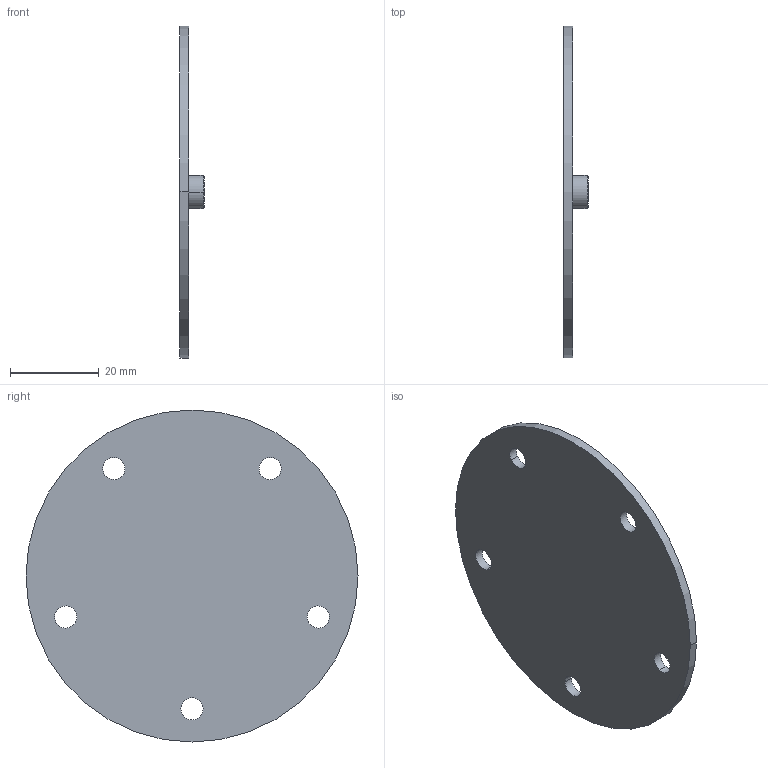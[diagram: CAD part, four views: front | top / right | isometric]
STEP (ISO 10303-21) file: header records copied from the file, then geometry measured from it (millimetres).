
FILE_DESCRIPTION(('CATIA V5 STEP Exchange'),'2;1');
FILE_NAME('Bride ext axe arriere cote disque.stp','2019-03-02T16:40:49+00:00',('none'),('none'),'CATIA Version 5 Release 19 GA (IN-10)','CATIA V5 STEP AP203','none');
FILE_SCHEMA(('CONFIG_CONTROL_DESIGN'));
Length unit declared in the file: millimetre
Products named in the file (1): Bride ext axe arriere cote disque
Bounding box: 5.5 x 75 x 75 mm (x, y, z)
Volume: 8792.5 mm3; surface area: 9346.4 mm2
Topology: 1 solids, 1 shells, 19 faces, 46 edges, 30 vertices
Faces by surface type: cylinder 14, plane 3, cone 2
Entity records: 571 total; most frequent: ORIENTED_EDGE 92, CARTESIAN_POINT 89, DIRECTION 70, EDGE_CURVE 46, AXIS2_PLACEMENT_3D 43, CIRCLE 30, EDGE_LOOP 30, VERTEX_POINT 30
